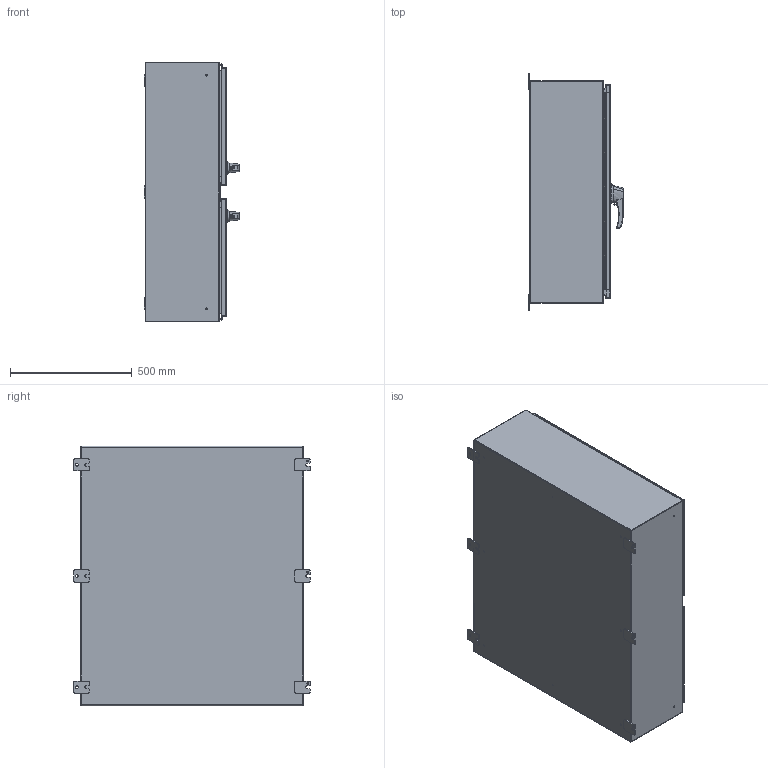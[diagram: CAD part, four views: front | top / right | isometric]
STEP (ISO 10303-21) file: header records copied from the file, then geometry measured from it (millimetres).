
FILE_DESCRIPTION (( 'STEP AP214' ), '1' );
FILE_NAME ('HN4WM364212GY.STEP', '2019-08-28T17:19:44', ( '' ), ( '' ), 'SwSTEP 2.0', 'SolidWorks 2018', '' );
FILE_SCHEMA (( 'AUTOMOTIVE_DESIGN' ));
Length unit declared in the file: inch
Products named in the file (1): HN4WM364212GY
Bounding box: 393.37 x 971.55 x 1066.8 mm (x, y, z)
Volume: 11945800.2 mm3; surface area: 9733407.3 mm2
Topology: 110 solids, 112 shells, 2952 faces, 7579 edges, 4902 vertices
Faces by surface type: plane 1387, cylinder 1281, cone 148, bspline 136
Entity records: 140836 total; most frequent: CARTESIAN_POINT 28912, ORIENTED_EDGE 15130, DIRECTION 15065, EDGE_CURVE 7565, AXIS2_PLACEMENT_3D 5447, VERTEX_POINT 4902, VECTOR 4171, LINE 4171
